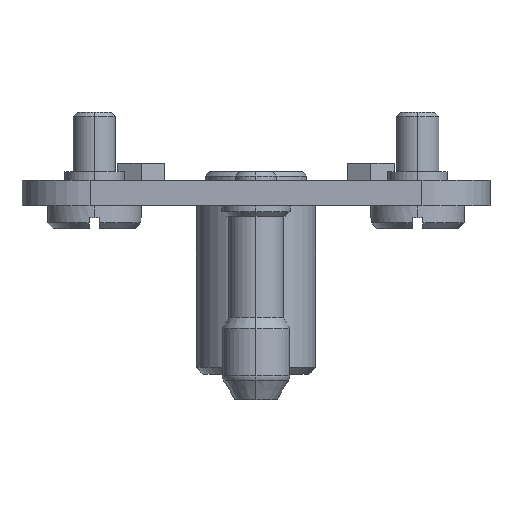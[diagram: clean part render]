
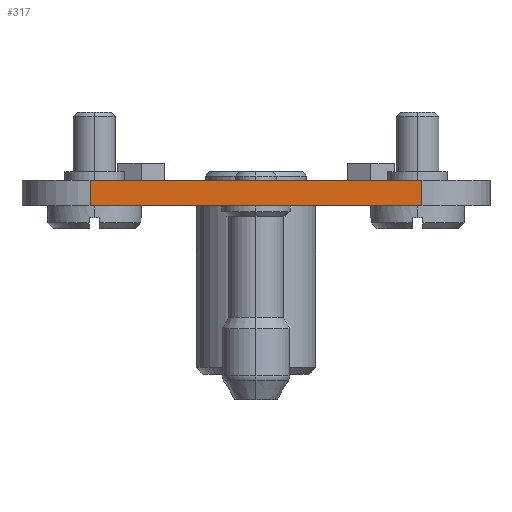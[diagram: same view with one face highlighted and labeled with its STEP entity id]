
A CAD part, left-side view. The second image highlights one B-rep face of the part: STEP entity #317.
In plain terms, the highlighted planar face has unit normal (-1, 0, 0).
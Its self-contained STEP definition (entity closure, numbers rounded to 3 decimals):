
#129=PLANE('',#3591);
#317=ADVANCED_FACE('',(#582),#129,.F.);
#582=FACE_OUTER_BOUND('',#796,.T.);
#796=EDGE_LOOP('',(#1876,#1877,#1878,#1879));
#1030=LINE('',#5259,#1284);
#1049=LINE('',#5359,#1303);
#1075=LINE('',#5437,#1329);
#1081=LINE('',#5449,#1335);
#1284=VECTOR('',#4178,1.);
#1303=VECTOR('',#4307,1.);
#1329=VECTOR('',#4365,1.);
#1335=VECTOR('',#4383,1.);
#1876=ORIENTED_EDGE('',*,*,#2894,.T.);
#1877=ORIENTED_EDGE('',*,*,#2987,.F.);
#1878=ORIENTED_EDGE('',*,*,#2946,.F.);
#1879=ORIENTED_EDGE('',*,*,#2993,.T.);
#2560=VERTEX_POINT('',#5257);
#2562=VERTEX_POINT('',#5260);
#2580=VERTEX_POINT('',#5345);
#2587=VERTEX_POINT('',#5358);
#2894=EDGE_CURVE('',#2562,#2560,#1030,.T.);
#2946=EDGE_CURVE('',#2587,#2580,#1049,.T.);
#2987=EDGE_CURVE('',#2580,#2560,#1075,.T.);
#2993=EDGE_CURVE('',#2587,#2562,#1081,.T.);
#3591=AXIS2_PLACEMENT_3D('',#5451,#4386,#4387);
#4178=DIRECTION('',(0.,-1.,0.));
#4307=DIRECTION('',(0.,-1.,0.));
#4365=DIRECTION('',(0.,0.,-1.));
#4383=DIRECTION('',(0.,0.,-1.));
#4386=DIRECTION('',(1.,0.,0.));
#4387=DIRECTION('',(0.,0.,1.));
#5257=CARTESIAN_POINT('',(-59.75,-19.5,0.));
#5259=CARTESIAN_POINT('',(-59.75,19.5,0.));
#5260=CARTESIAN_POINT('',(-59.75,19.5,0.));
#5345=CARTESIAN_POINT('',(-59.75,-19.5,3.));
#5358=CARTESIAN_POINT('',(-59.75,19.5,3.));
#5359=CARTESIAN_POINT('',(-59.75,19.5,3.));
#5437=CARTESIAN_POINT('',(-59.75,-19.5,3.));
#5449=CARTESIAN_POINT('',(-59.75,19.5,3.));
#5451=CARTESIAN_POINT('',(-59.75,19.5,3.));
